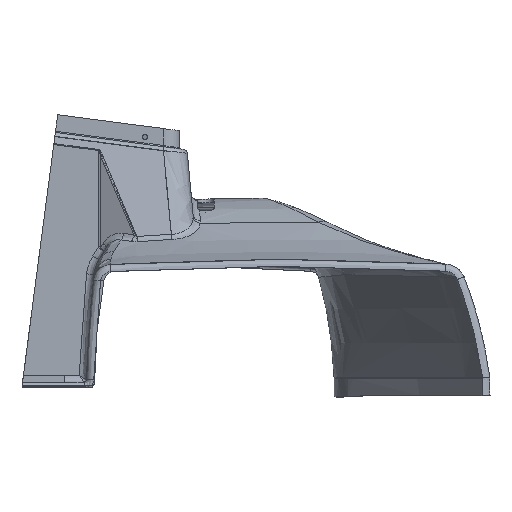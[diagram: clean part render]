
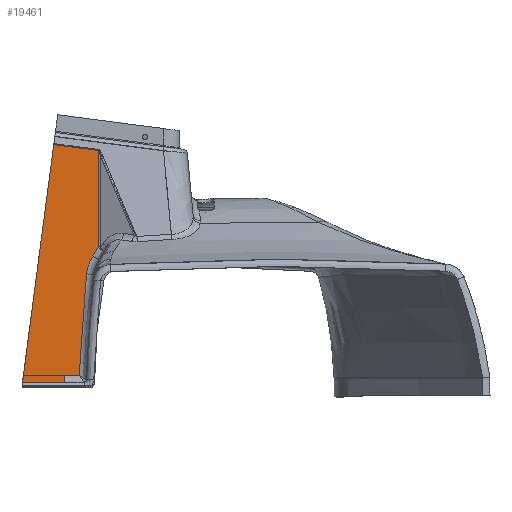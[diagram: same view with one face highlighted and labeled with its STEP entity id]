
A CAD part, top view. The second image highlights one B-rep face of the part: STEP entity #19461.
In plain terms, the highlighted planar face has unit normal (0, 0, 1).
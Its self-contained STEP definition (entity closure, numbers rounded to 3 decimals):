
#129 = CARTESIAN_POINT ( 'NONE',  ( -701.227, 93.844, 827.5 ) ) ;
#620 = VERTEX_POINT ( 'NONE', #21497 ) ;
#641 = CARTESIAN_POINT ( 'NONE',  ( -729.965, 193.079, 827.5 ) ) ;
#672 = CARTESIAN_POINT ( 'NONE',  ( -704.772, 72.248, 827.5 ) ) ;
#1118 = CARTESIAN_POINT ( 'NONE',  ( -696.258, 103.357, 827.5 ) ) ;
#1298 = EDGE_CURVE ( 'NONE', #620, #22377, #16768, .T. ) ;
#1625 = VERTEX_POINT ( 'NONE', #25170 ) ;
#2251 = VECTOR ( 'NONE', #13544, 1000. ) ;
#2323 = ORIENTED_EDGE ( 'NONE', *, *, #3036, .T. ) ;
#2491 = CARTESIAN_POINT ( 'NONE',  ( -697.71, 100.871, 827.5 ) ) ;
#2547 = EDGE_CURVE ( 'NONE', #16159, #16379, #13618, .T. ) ;
#2577 = CARTESIAN_POINT ( 'NONE',  ( -706.263, 58.286, 827.5 ) ) ;
#2849 = EDGE_CURVE ( 'NONE', #10140, #22377, #14987, .T. ) ;
#2947 = AXIS2_PLACEMENT_3D ( 'NONE', #26110, #3492, #21539 ) ;
#3036 = EDGE_CURVE ( 'NONE', #16379, #10140, #8821, .T. ) ;
#3492 = DIRECTION ( 'NONE',  ( 0., 0., 1. ) ) ;
#3552 = CARTESIAN_POINT ( 'NONE',  ( -719.5, 191.682, 827.5 ) ) ;
#3695 = CARTESIAN_POINT ( 'NONE',  ( -714.267, 190.984, 827.5 ) ) ;
#4015 = CARTESIAN_POINT ( 'NONE',  ( -702.879, -4.508, 827.5 ) ) ;
#4444 = EDGE_CURVE ( 'NONE', #1625, #16159, #28582, .T. ) ;
#5054 = CARTESIAN_POINT ( 'NONE',  ( -707.86, 37.285, 827.5 ) ) ;
#5697 = ORIENTED_EDGE ( 'NONE', *, *, #6127, .T. ) ;
#6127 = EDGE_CURVE ( 'NONE', #20150, #1625, #9121, .T. ) ;
#7568 = CARTESIAN_POINT ( 'NONE',  ( -706.876, 51.29, 827.5 ) ) ;
#7922 = CARTESIAN_POINT ( 'NONE',  ( -704.986, 2.2, 827.5 ) ) ;
#8821 = LINE ( 'NONE', #18167, #2251 ) ;
#9121 = B_SPLINE_CURVE_WITH_KNOTS ( 'NONE', 3,
 ( #25329, #14210, #13910, #22957, #5054, #7568, #2577, #672, #20760, #16606 ),
 .UNSPECIFIED., .F., .F.,
 ( 4, 2, 2, 2, 4 ),
 ( 0., 0.021, 0.042, 0.063, 0.084 ),
 .UNSPECIFIED. ) ;
#9653 = CARTESIAN_POINT ( 'NONE',  ( -721.28, 2.2, 827.5 ) ) ;
#10066 = CARTESIAN_POINT ( 'NONE',  ( -694.785, 105.831, 827.5 ) ) ;
#10140 = VERTEX_POINT ( 'NONE', #27161 ) ;
#10542 = CARTESIAN_POINT ( 'NONE',  ( -708.963, 2.2, 827.5 ) ) ;
#10602 = EDGE_CURVE ( 'NONE', #20297, #20150, #21557, .T. ) ;
#11303 = CARTESIAN_POINT ( 'NONE',  ( -699.045, 98.586, 827.5 ) ) ;
#11602 = CARTESIAN_POINT ( 'NONE',  ( -702.871, 86.159, 827.5 ) ) ;
#11933 = VERTEX_POINT ( 'NONE', #24780 ) ;
#12398 = CARTESIAN_POINT ( 'NONE',  ( -729.965, 193.079, 827.5 ) ) ;
#13009 = DIRECTION ( 'NONE',  ( 1., 0., 0. ) ) ;
#13544 = DIRECTION ( 'NONE',  ( 0., 1., 0. ) ) ;
#13618 = B_SPLINE_CURVE_WITH_KNOTS ( 'NONE', 3,
 ( #21781, #1118, #10066, #19273 ),
 .UNSPECIFIED., .F., .F.,
 ( 4, 4 ),
 ( 0., 0.009 ),
 .UNSPECIFIED. ) ;
#13679 = CARTESIAN_POINT ( 'NONE',  ( -702.486, 88.778, 827.5 ) ) ;
#13910 = CARTESIAN_POINT ( 'NONE',  ( -708.755, 16.241, 827.5 ) ) ;
#14210 = CARTESIAN_POINT ( 'NONE',  ( -708.908, 9.221, 827.5 ) ) ;
#14735 = CARTESIAN_POINT ( 'NONE',  ( -697.71, 100.871, 827.5 ) ) ;
#14960 = EDGE_CURVE ( 'NONE', #20297, #11933, #27968, .T. ) ;
#14987 = B_SPLINE_CURVE_WITH_KNOTS ( 'NONE', 3,
 ( #19388, #28384, #28816, #3695, #3552, #22030, #12398 ),
 .UNSPECIFIED., .F., .F.,
 ( 4, 3, 4 ),
 ( 0., 0.021, 0.037 ),
 .UNSPECIFIED. ) ;
#15061 = EDGE_LOOP ( 'NONE', ( #15157, #22005, #5697, #28870, #15660, #2323, #25187, #27935, #23618 ) ) ;
#15157 = ORIENTED_EDGE ( 'NONE', *, *, #14960, .F. ) ;
#15660 = ORIENTED_EDGE ( 'NONE', *, *, #2547, .T. ) ;
#16159 = VERTEX_POINT ( 'NONE', #14735 ) ;
#16379 = VERTEX_POINT ( 'NONE', #20962 ) ;
#16606 = CARTESIAN_POINT ( 'NONE',  ( -702.871, 86.159, 827.5 ) ) ;
#16768 = LINE ( 'NONE', #21503, #28392 ) ;
#18167 = CARTESIAN_POINT ( 'NONE',  ( -693.292, 204., 827.5 ) ) ;
#19273 = CARTESIAN_POINT ( 'NONE',  ( -693.292, 108.293, 827.5 ) ) ;
#19388 = CARTESIAN_POINT ( 'NONE',  ( -693.292, 188.181, 827.5 ) ) ;
#19461 = ADVANCED_FACE ( 'NONE', ( #28315 ), #23752, .T. ) ;
#20150 = VERTEX_POINT ( 'NONE', #10542 ) ;
#20297 = VERTEX_POINT ( 'NONE', #9653 ) ;
#20760 = CARTESIAN_POINT ( 'NONE',  ( -703.894, 79.212, 827.5 ) ) ;
#20962 = CARTESIAN_POINT ( 'NONE',  ( -693.292, 108.293, 827.5 ) ) ;
#21067 = DIRECTION ( 'NONE',  ( 0.131, 0.991, 0. ) ) ;
#21146 = EDGE_CURVE ( 'NONE', #620, #11933, #21496, .T. ) ;
#21496 = LINE ( 'NONE', #4015, #26556 ) ;
#21497 = CARTESIAN_POINT ( 'NONE',  ( -755.978, -4.508, 827.5 ) ) ;
#21503 = CARTESIAN_POINT ( 'NONE',  ( -727.912, 208.671, 827.5 ) ) ;
#21539 = DIRECTION ( 'NONE',  ( 1., 0., 0. ) ) ;
#21557 = LINE ( 'NONE', #7922, #23168 ) ;
#21781 = CARTESIAN_POINT ( 'NONE',  ( -697.71, 100.871, 827.5 ) ) ;
#22005 = ORIENTED_EDGE ( 'NONE', *, *, #10602, .T. ) ;
#22030 = CARTESIAN_POINT ( 'NONE',  ( -724.732, 192.381, 827.5 ) ) ;
#22377 = VERTEX_POINT ( 'NONE', #641 ) ;
#22957 = CARTESIAN_POINT ( 'NONE',  ( -708.231, 30.272, 827.5 ) ) ;
#23168 = VECTOR ( 'NONE', #23335, 1000. ) ;
#23247 = DIRECTION ( 'NONE',  ( 0., -1., 0. ) ) ;
#23335 = DIRECTION ( 'NONE',  ( 1., 0., 0. ) ) ;
#23527 = VECTOR ( 'NONE', #23247, 1000. ) ;
#23618 = ORIENTED_EDGE ( 'NONE', *, *, #21146, .T. ) ;
#23752 = PLANE ( 'NONE',  #2947 ) ;
#24780 = CARTESIAN_POINT ( 'NONE',  ( -721.28, -4.508, 827.5 ) ) ;
#25170 = CARTESIAN_POINT ( 'NONE',  ( -702.871, 86.159, 827.5 ) ) ;
#25178 = CARTESIAN_POINT ( 'NONE',  ( -721.28, 8.2, 827.5 ) ) ;
#25187 = ORIENTED_EDGE ( 'NONE', *, *, #2849, .T. ) ;
#25329 = CARTESIAN_POINT ( 'NONE',  ( -708.963, 2.2, 827.5 ) ) ;
#26110 = CARTESIAN_POINT ( 'NONE',  ( -692.432, 204., 827.5 ) ) ;
#26556 = VECTOR ( 'NONE', #13009, 1000. ) ;
#27161 = CARTESIAN_POINT ( 'NONE',  ( -693.292, 188.181, 827.5 ) ) ;
#27935 = ORIENTED_EDGE ( 'NONE', *, *, #1298, .F. ) ;
#27968 = LINE ( 'NONE', #25178, #23527 ) ;
#28315 = FACE_OUTER_BOUND ( 'NONE', #15061, .T. ) ;
#28384 = CARTESIAN_POINT ( 'NONE',  ( -700.284, 189.116, 827.5 ) ) ;
#28392 = VECTOR ( 'NONE', #21067, 1000. ) ;
#28582 = B_SPLINE_CURVE_WITH_KNOTS ( 'NONE', 3,
 ( #11602, #13679, #129, #11303, #2491 ),
 .UNSPECIFIED., .F., .F.,
 ( 4, 1, 4 ),
 ( 0., 0.008, 0.016 ),
 .UNSPECIFIED. ) ;
#28816 = CARTESIAN_POINT ( 'NONE',  ( -707.276, 190.05, 827.5 ) ) ;
#28870 = ORIENTED_EDGE ( 'NONE', *, *, #4444, .T. ) ;
